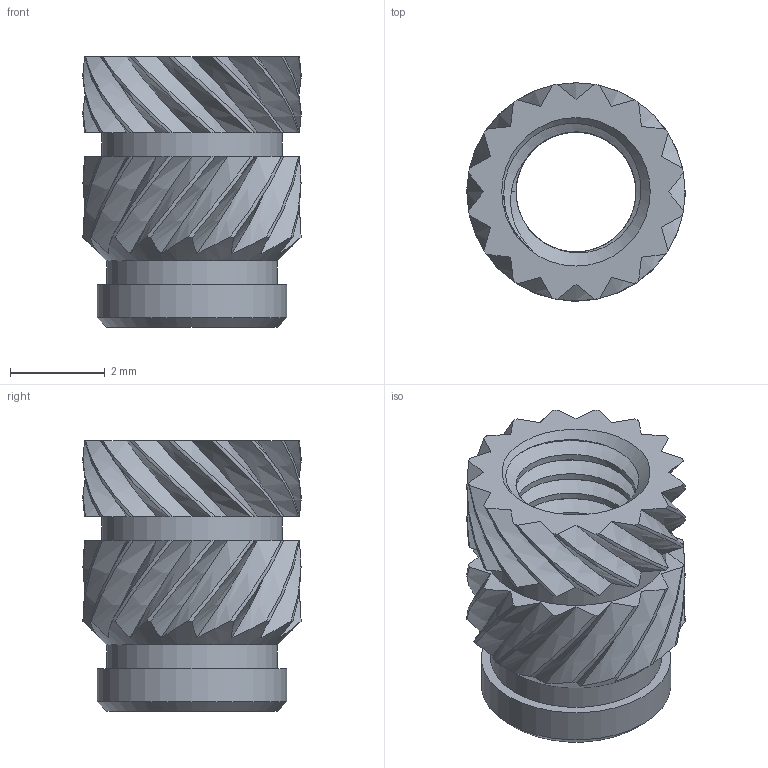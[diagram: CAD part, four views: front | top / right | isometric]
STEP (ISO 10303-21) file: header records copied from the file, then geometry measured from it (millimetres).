
FILE_DESCRIPTION(/* description */ (''),/* implementation_level */ '2;1');
FILE_NAME(/* name */ 'M3_Standard.step',/* time_stamp */ '2021-08-31T16:43:02+02:00',/* author */ (''),/* organization */ (''),/* preprocessor_version */ 'ST-DEVELOPER v18.1',/* originating_system */ 'Autodesk Translation Framework v10.10.0.1391',/* authorisation */ '');
FILE_SCHEMA (('AUTOMOTIVE_DESIGN { 1 0 10303 214 3 1 1 }'));
Length unit declared in the file: millimetre
Products named in the file (1): Insert_M3
Bounding box: 4.6 x 4.6 x 5.7 mm (x, y, z)
Volume: 40.8 mm3; surface area: 201.8 mm2
Topology: 1 solids, 12 shells, 326 faces, 895 edges, 596 vertices
Faces by surface type: bspline 167, plane 94, cylinder 60, cone 5
Full cylindrical faces by diameter (mm): 2.529 x7, 3.086 x3, 3.6 x1, 3.8 x1, 4 x1
Entity records: 14227 total; most frequent: CARTESIAN_POINT 7288, ORIENTED_EDGE 1790, EDGE_CURVE 895, DIRECTION 813, VERTEX_POINT 596, B_SPLINE_CURVE_WITH_KNOTS 482, EDGE_LOOP 333, LINE 333
